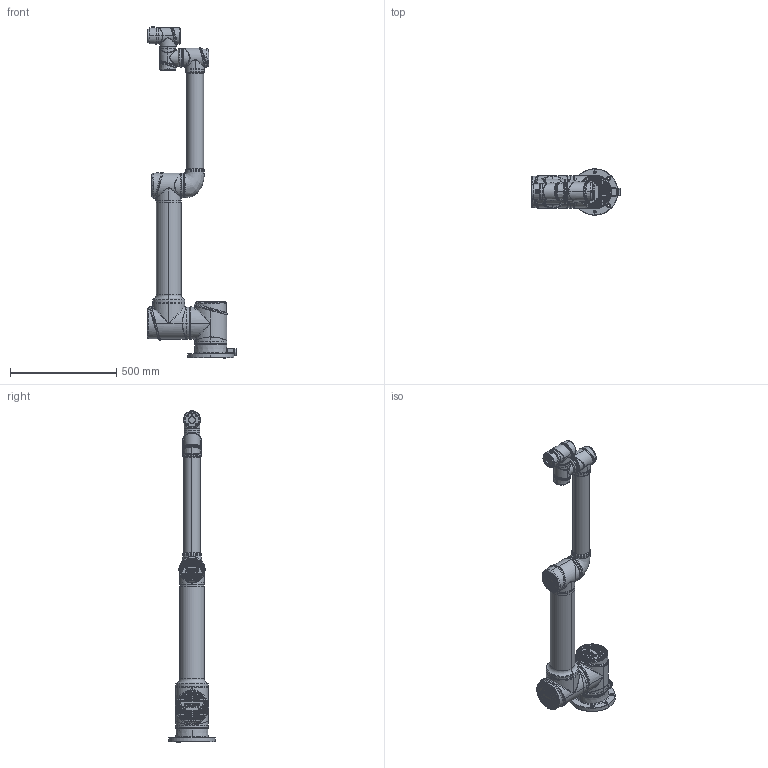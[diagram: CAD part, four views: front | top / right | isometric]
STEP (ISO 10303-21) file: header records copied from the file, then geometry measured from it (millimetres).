
FILE_DESCRIPTION (( 'STEP AP214' ), '1' );
FILE_NAME ('i10-Íâ·¢Ä£ÐÍ.STEP', '2022-01-13T07:19:01', ( '' ), ( '' ), 'SwSTEP 2.0', 'SolidWorks 2018', '' );
FILE_SCHEMA (( 'AUTOMOTIVE_DESIGN' ));
Length unit declared in the file: millimetre
Products named in the file (13): i10-湮旋奪; i10-藺傷; i10-14-17蛌諉啣; M32(ID2); i10-苤旋奪; i10-俋楷耀倰; M17(ID4); M25(ID3); M32(ID1); i10-菁釱; i10-俔芛; M14(ID6); M14(ID5)
Assembly tree (12 placements, depth 2):
  i10-俋楷耀倰
    i10-菁釱
    M32(ID1)
    M32(ID2)
    i10-湮旋奪
    M25(ID3)
    i10-俔芛
    i10-苤旋奪
    i10-14-17蛌諉啣
    M17(ID4)
    M14(ID5)
    M14(ID6)
    i10-藺傷
Bounding box: 419.8 x 217.97 x 1559.6 mm (x, y, z)
Volume: 22430663.1 mm3; surface area: 1146072 mm2
Topology: 38 solids, 43 shells, 6160 faces, 14921 edges, 9484 vertices
Faces by surface type: bspline 2820, cylinder 1415, plane 1361, cone 366, torus 168, sphere 30
Entity records: 290121 total; most frequent: CARTESIAN_POINT 133354, ORIENTED_EDGE 29686, DIRECTION 16790, EDGE_CURVE 14843, VERTEX_POINT 9484, B_SPLINE_CURVE_WITH_KNOTS 7705, EDGE_LOOP 6905, AXIS2_PLACEMENT_3D 6577
